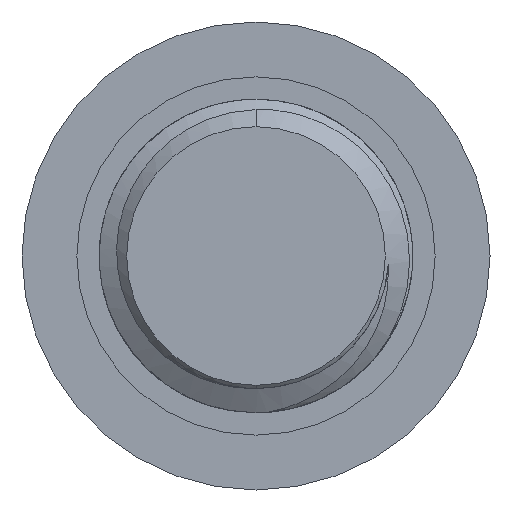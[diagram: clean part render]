
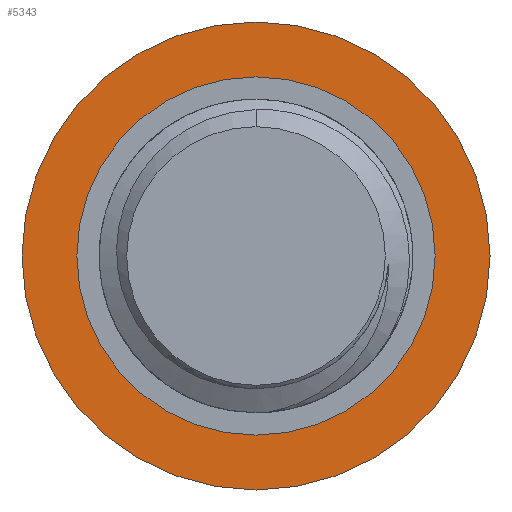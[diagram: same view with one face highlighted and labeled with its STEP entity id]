
A CAD part, front view. The second image highlights one B-rep face of the part: STEP entity #5343.
In plain terms, the highlighted planar face has unit normal (0, -1, 0).
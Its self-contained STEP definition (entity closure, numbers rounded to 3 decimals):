
#96 = VERTEX_POINT ( 'NONE', #4501 ) ;
#157 = EDGE_LOOP ( 'NONE', ( #4023, #2347 ) ) ;
#169 = EDGE_LOOP ( 'NONE', ( #3361, #3120 ) ) ;
#676 = EDGE_CURVE ( 'NONE', #4747, #2849, #927, .T. ) ;
#927 = CIRCLE ( 'NONE', #6135, 7.5 ) ;
#1304 = EDGE_CURVE ( 'NONE', #2849, #4747, #4933, .T. ) ;
#1314 = CARTESIAN_POINT ( 'NONE',  ( 0., 0., 0. ) ) ;
#1355 = DIRECTION ( 'NONE',  ( 0., 0., 1. ) ) ;
#1663 = DIRECTION ( 'NONE',  ( 0., 1., 0. ) ) ;
#1724 = CARTESIAN_POINT ( 'NONE',  ( 0., 0., -10.45 ) ) ;
#1816 = CARTESIAN_POINT ( 'NONE',  ( 10.45, 0., 0. ) ) ;
#1999 = AXIS2_PLACEMENT_3D ( 'NONE', #3952, #3328, #2277 ) ;
#2277 = DIRECTION ( 'NONE',  ( 0., 0., 1. ) ) ;
#2347 = ORIENTED_EDGE ( 'NONE', *, *, #2909, .F. ) ;
#2414 = DIRECTION ( 'NONE',  ( 0., 0., -1. ) ) ;
#2591 = EDGE_CURVE ( 'NONE', #96, #4797, #3616, .T. ) ;
#2755 = AXIS2_PLACEMENT_3D ( 'NONE', #1314, #5325, #3374 ) ;
#2849 = VERTEX_POINT ( 'NONE', #4512 ) ;
#2909 = EDGE_CURVE ( 'NONE', #4797, #96, #5254, .T. ) ;
#2921 = PLANE ( 'NONE',  #3685 ) ;
#2953 = CARTESIAN_POINT ( 'NONE',  ( 0., 0., 0. ) ) ;
#3120 = ORIENTED_EDGE ( 'NONE', *, *, #676, .T. ) ;
#3328 = DIRECTION ( 'NONE',  ( 0., 1., 0. ) ) ;
#3361 = ORIENTED_EDGE ( 'NONE', *, *, #1304, .T. ) ;
#3374 = DIRECTION ( 'NONE',  ( 0., 0., 1. ) ) ;
#3616 = CIRCLE ( 'NONE', #2755, 10.45 ) ;
#3685 = AXIS2_PLACEMENT_3D ( 'NONE', #1816, #4998, #2414 ) ;
#3712 = CARTESIAN_POINT ( 'NONE',  ( 0., 0., -7.5 ) ) ;
#3952 = CARTESIAN_POINT ( 'NONE',  ( 0., 0., 0. ) ) ;
#4023 = ORIENTED_EDGE ( 'NONE', *, *, #2591, .F. ) ;
#4501 = CARTESIAN_POINT ( 'NONE',  ( 0., 0., 10.45 ) ) ;
#4512 = CARTESIAN_POINT ( 'NONE',  ( 0., 0., 7.5 ) ) ;
#4747 = VERTEX_POINT ( 'NONE', #3712 ) ;
#4797 = VERTEX_POINT ( 'NONE', #1724 ) ;
#4933 = CIRCLE ( 'NONE', #1999, 7.5 ) ;
#4998 = DIRECTION ( 'NONE',  ( 0., -1., 0. ) ) ;
#5254 = CIRCLE ( 'NONE', #6456, 10.45 ) ;
#5325 = DIRECTION ( 'NONE',  ( 0., 1., 0. ) ) ;
#5343 = ADVANCED_FACE ( 'NONE', ( #5520, #5966 ), #2921, .T. ) ;
#5520 = FACE_BOUND ( 'NONE', #169, .T. ) ;
#5966 = FACE_OUTER_BOUND ( 'NONE', #157, .T. ) ;
#6129 = DIRECTION ( 'NONE',  ( 0., 0., 1. ) ) ;
#6135 = AXIS2_PLACEMENT_3D ( 'NONE', #6323, #1663, #1355 ) ;
#6323 = CARTESIAN_POINT ( 'NONE',  ( 0., 0., 0. ) ) ;
#6456 = AXIS2_PLACEMENT_3D ( 'NONE', #2953, #6573, #6129 ) ;
#6573 = DIRECTION ( 'NONE',  ( 0., 1., 0. ) ) ;
